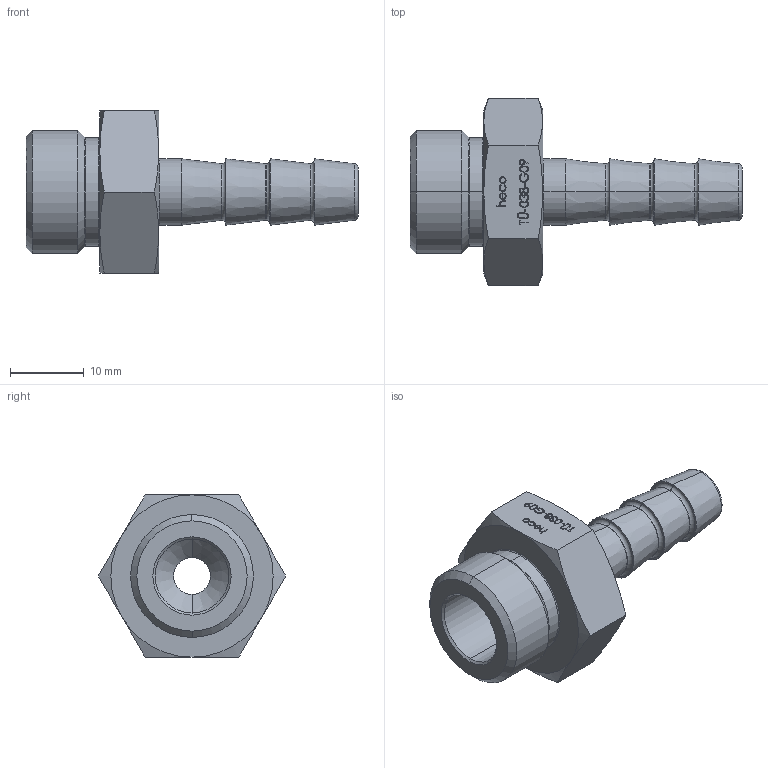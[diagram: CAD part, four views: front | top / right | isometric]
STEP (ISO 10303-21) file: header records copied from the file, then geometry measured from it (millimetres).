
FILE_DESCRIPTION (( 'STEP AP214' ), '1' );
FILE_NAME ('TÜ-038-G09-x Schlauchtülle 6Kt zyl 1806.STEP', '2018-06-04T12:57:02', ( '' ), ( '' ), 'SwSTEP 2.0', 'SolidWorks 2016', '' );
FILE_SCHEMA (( 'AUTOMOTIVE_DESIGN' ));
Length unit declared in the file: millimetre
Products named in the file (1): TÜ-038-G09-x Schlauchtülle 6Kt zyl 1806
Bounding box: 45 x 25.4 x 22 mm (x, y, z)
Volume: 5088.5 mm3; surface area: 3581.8 mm2
Topology: 1 solids, 1 shells, 263 faces, 646 edges, 410 vertices
Faces by surface type: bspline 117, plane 78, cone 36, torus 22, cylinder 10
Entity records: 16198 total; most frequent: CARTESIAN_POINT 8789, ORIENTED_EDGE 1292, DIRECTION 778, EDGE_CURVE 646, VERTEX_POINT 410, VECTOR 292, LINE 292, EDGE_LOOP 290
